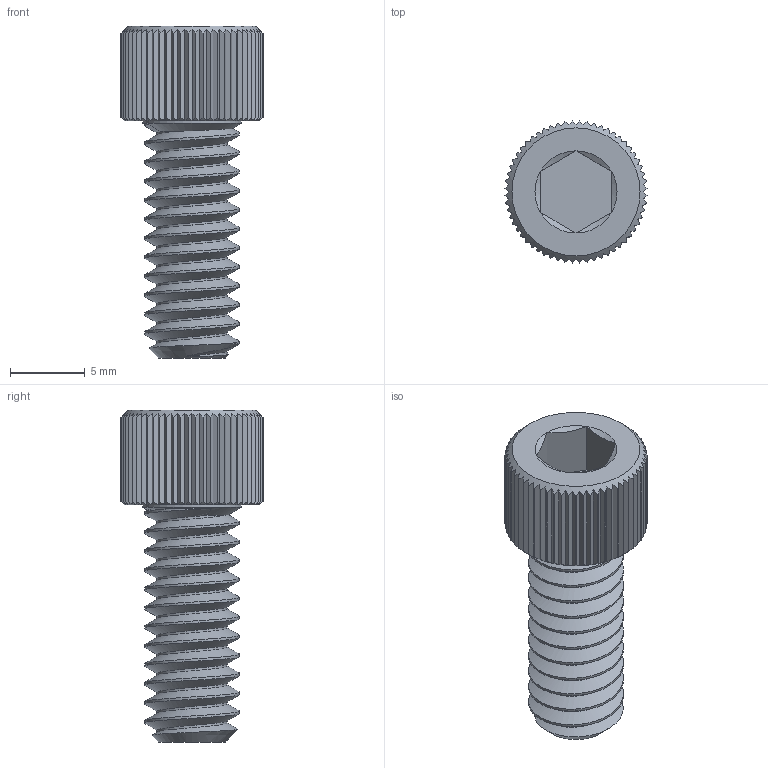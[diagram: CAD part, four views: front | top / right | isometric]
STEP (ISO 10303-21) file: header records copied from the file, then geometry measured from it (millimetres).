
FILE_DESCRIPTION(/* description */ (''),/* implementation_level */ '2;1');
FILE_NAME(/* name */ '92196A539_18-8 Stainless Steel Socket Head Screw_v1.step',/* time_stamp */ '2024-02-15T15:43:05-05:00',/* author */ (''),/* organization */ (''),/* preprocessor_version */ 'ST-DEVELOPER v20',/* originating_system */ 'Autodesk Translation Framework v12.20.1.177',/* authorisation */ '');
FILE_SCHEMA (('AUTOMOTIVE_DESIGN { 1 0 10303 214 3 1 1 }'));
Length unit declared in the file: inch
Products named in the file (1): 92196A539_18-8 Stainless Steel Socket Head Screw
Bounding box: 9.51 x 9.51 x 22.23 mm (x, y, z)
Volume: 743 mm3; surface area: 900.1 mm2
Topology: 1 solids, 1 shells, 288 faces, 717 edges, 433 vertices
Faces by surface type: plane 130, cylinder 87, cone 69, bspline 2
Full cylindrical faces by diameter (mm): 4.7 x11, 6.35 x11, 6.604 x1
Entity records: 10688 total; most frequent: CARTESIAN_POINT 4329, ORIENTED_EDGE 1434, DIRECTION 1186, EDGE_CURVE 717, AXIS2_PLACEMENT_3D 483, VERTEX_POINT 433, EDGE_LOOP 290, FACE_OUTER_BOUND 288
